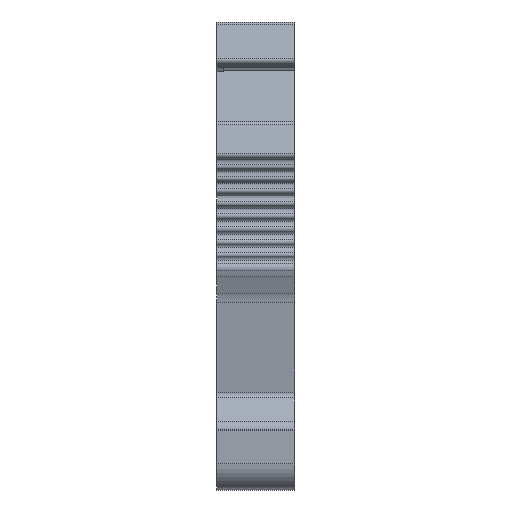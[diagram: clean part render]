
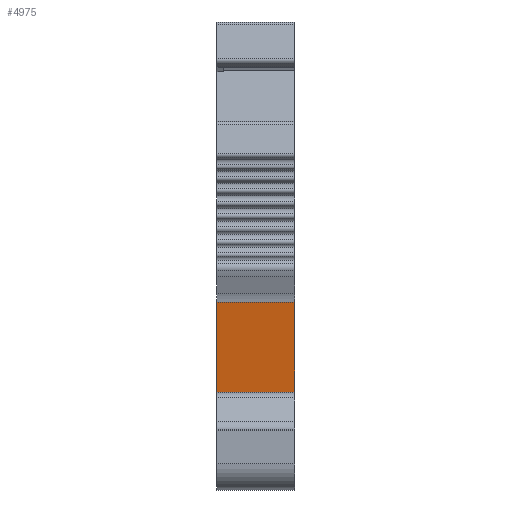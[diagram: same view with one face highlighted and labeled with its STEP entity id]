
A CAD part, left-side view. The second image highlights one B-rep face of the part: STEP entity #4975.
In plain terms, the highlighted planar face has unit normal (-0.986, 0, -0.168).
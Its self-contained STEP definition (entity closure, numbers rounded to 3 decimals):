
#734=ORIENTED_EDGE('',*,*,#2234,.T.);
#735=ORIENTED_EDGE('',*,*,#2235,.T.);
#736=ORIENTED_EDGE('',*,*,#2236,.F.);
#737=ORIENTED_EDGE('',*,*,#2237,.T.);
#2234=EDGE_CURVE('',#2965,#2966,#3502,.F.);
#2235=EDGE_CURVE('',#2966,#2967,#3503,.T.);
#2236=EDGE_CURVE('',#2968,#2967,#3504,.T.);
#2237=EDGE_CURVE('',#2968,#2965,#3505,.T.);
#2965=VERTEX_POINT('',#7733);
#2966=VERTEX_POINT('',#7734);
#2967=VERTEX_POINT('',#7736);
#2968=VERTEX_POINT('',#7738);
#3502=LINE('',#7732,#3989);
#3503=LINE('',#7735,#3990);
#3504=LINE('',#7737,#3991);
#3505=LINE('',#7739,#3992);
#3989=VECTOR('',#6103,1000.);
#3990=VECTOR('',#6104,1000.);
#3991=VECTOR('',#6105,1000.);
#3992=VECTOR('',#6106,1000.);
#4311=EDGE_LOOP('',(#734,#735,#736,#737));
#4576=FACE_BOUND('',#4311,.T.);
#4830=PLANE('',#5274);
#4975=ADVANCED_FACE('',(#4576),#4830,.T.);
#5274=AXIS2_PLACEMENT_3D('',#7731,#6101,#6102);
#6101=DIRECTION('',(-0.986,0.,-0.168));
#6102=DIRECTION('',(-0.168,0.,0.986));
#6103=DIRECTION('',(0.,1.,0.));
#6104=DIRECTION('',(-0.168,0.,0.986));
#6105=DIRECTION('',(0.,-1.,0.));
#6106=DIRECTION('',(0.168,0.,-0.986));
#7731=CARTESIAN_POINT('',(-25.875,62.177,-3.021));
#7732=CARTESIAN_POINT('',(-24.656,62.177,-10.18));
#7733=CARTESIAN_POINT('',(-24.656,3.,-10.18));
#7734=CARTESIAN_POINT('',(-24.656,-3.,-10.18));
#7735=CARTESIAN_POINT('',(-25.645,-3.,-4.369));
#7736=CARTESIAN_POINT('',(-25.835,-3.,-3.257));
#7737=CARTESIAN_POINT('',(-25.835,62.177,-3.257));
#7738=CARTESIAN_POINT('',(-25.835,3.,-3.257));
#7739=CARTESIAN_POINT('',(-25.875,3.,-3.021));
